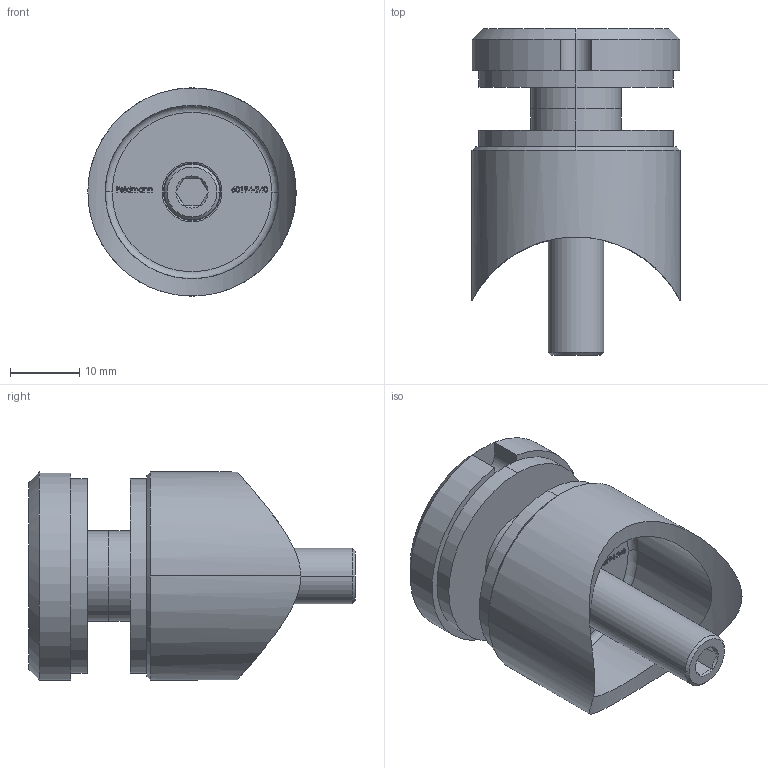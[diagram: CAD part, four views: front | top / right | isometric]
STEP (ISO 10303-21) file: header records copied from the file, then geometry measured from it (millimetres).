
FILE_DESCRIPTION (( 'STEP AP203' ), '1' );
FILE_NAME ('60194-240.step', '2020-10-26T14:21:09', ( '' ), ( '' ), 'SwSTEP 2.0', 'SolidWorks 2018', '' );
FILE_SCHEMA (( 'CONFIG_CONTROL_DESIGN' ));
Length unit declared in the file: millimetre
Products named in the file (11): DIN913 M8x45; 60194-240; 60190-240 Teil1; 6019X-240 Teil3; 60190-240 Teil2_60194-240 Teil2; 60190-240 Teil2; 6019X-240 Teil3_6019X-240 Teil3; 60190-240 Teil1_6019X-240 Teil1; DIN913 M8x45_DIN913 M8x45
Assembly tree (6 placements, depth 2):
  DIN913 M8x45
  60194-240
    60190-240 Teil1
  60194-240
    60190-240 Teil2_60194-240 Teil2
    6019X-240 Teil3_6019X-240 Teil3  x2
    60190-240 Teil1_6019X-240 Teil1
    DIN913 M8x45_DIN913 M8x45
  6019X-240 Teil3
  60190-240 Teil2
Bounding box: 30 x 47 x 30 mm (x, y, z)
Volume: 13946 mm3; surface area: 11080.9 mm2
Topology: 5 solids, 5 shells, 306 faces, 762 edges, 503 vertices
Faces by surface type: plane 155, bspline 90, cylinder 35, cone 20, torus 6
Entity records: 15287 total; most frequent: CARTESIAN_POINT 7802, ORIENTED_EDGE 1464, DIRECTION 1054, EDGE_CURVE 732, VERTEX_POINT 481, LINE 458, VECTOR 458, EDGE_LOOP 329
